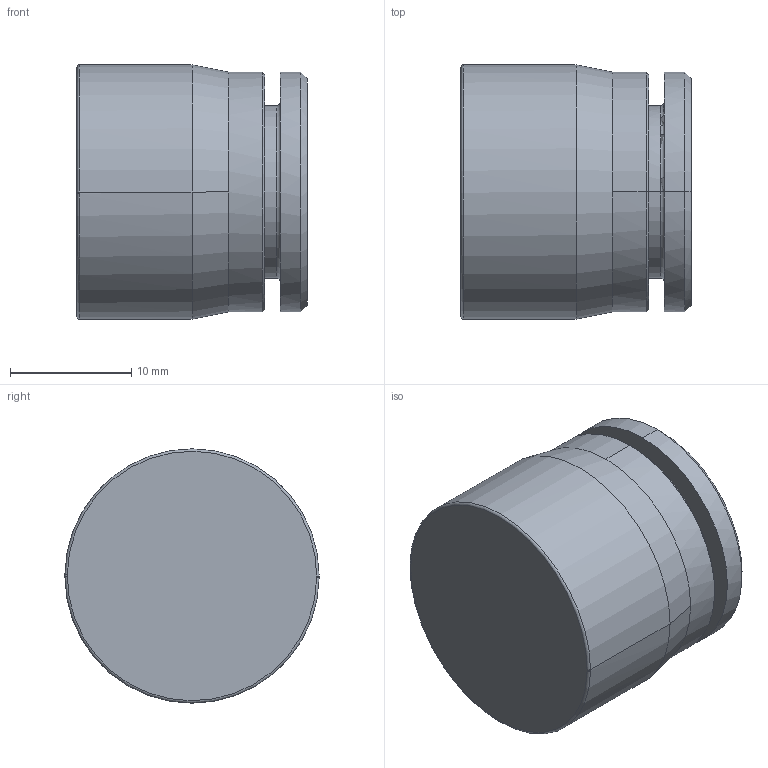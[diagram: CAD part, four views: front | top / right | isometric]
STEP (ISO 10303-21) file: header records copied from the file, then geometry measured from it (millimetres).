
FILE_DESCRIPTION(('CATIA V5 STEP Exchange'),'2;1');
FILE_NAME('PR293B-12.stp','2018-04-14T14:28:46+00:00',('none'),('none'),'CATIA Version 5 Release 21 GA (IN-10)','CATIA V5 STEP AP203','none');
FILE_SCHEMA(('CONFIG_CONTROL_DESIGN'));
Length unit declared in the file: millimetre
Products named in the file (1): PR293B-12
Bounding box: 19 x 21 x 21 mm (x, y, z)
Volume: 4048.2 mm3; surface area: 2767.9 mm2
Topology: 1 solids, 1 shells, 143 faces, 378 edges, 249 vertices
Faces by surface type: plane 117, cylinder 12, cone 8, torus 6
Entity records: 4405 total; most frequent: CARTESIAN_POINT 860, ORIENTED_EDGE 756, DIRECTION 641, EDGE_CURVE 378, VECTOR 331, LINE 331, VERTEX_POINT 249, AXIS2_PLACEMENT_3D 176
